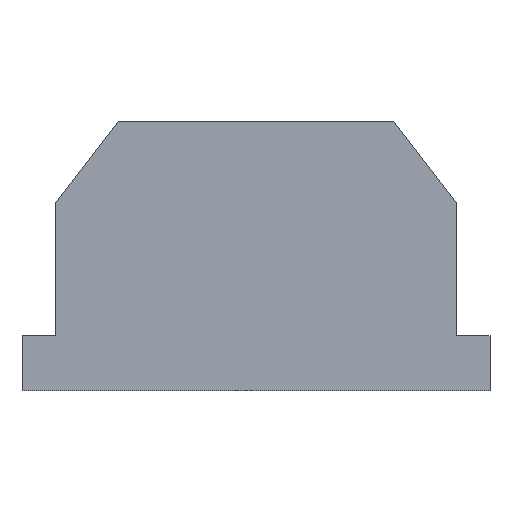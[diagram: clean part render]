
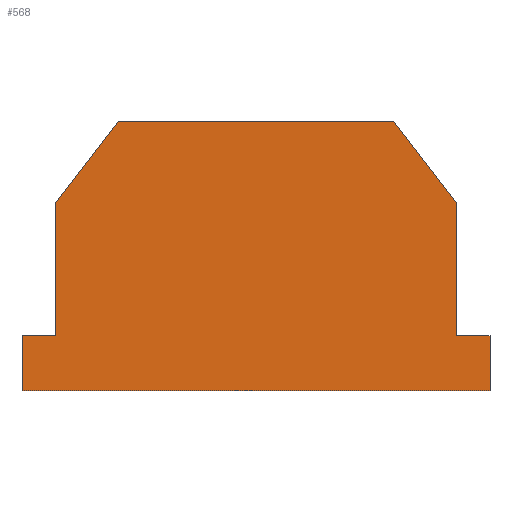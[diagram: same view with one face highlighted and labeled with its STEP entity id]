
A CAD part, front view. The second image highlights one B-rep face of the part: STEP entity #568.
In plain terms, the highlighted planar face has unit normal (0, -1, 0).
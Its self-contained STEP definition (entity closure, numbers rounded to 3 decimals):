
#42=FACE_OUTER_BOUND('',#70,.T.);
#70=EDGE_LOOP('',(#503,#504,#505,#506,#507,#508,#509,#510,#511,#512));
#106=LINE('',#823,#184);
#119=LINE('',#848,#197);
#122=LINE('',#853,#200);
#138=LINE('',#884,#216);
#140=LINE('',#888,#218);
#142=LINE('',#892,#220);
#143=LINE('',#895,#221);
#145=LINE('',#898,#223);
#147=LINE('',#902,#225);
#148=LINE('',#904,#226);
#184=VECTOR('',#666,10.);
#197=VECTOR('',#685,10.);
#200=VECTOR('',#690,10.);
#216=VECTOR('',#722,10.);
#218=VECTOR('',#726,10.);
#220=VECTOR('',#730,10.);
#221=VECTOR('',#733,10.);
#223=VECTOR('',#737,10.);
#225=VECTOR('',#741,10.);
#226=VECTOR('',#744,10.);
#256=VERTEX_POINT('',#820);
#257=VERTEX_POINT('',#822);
#265=VERTEX_POINT('',#845);
#266=VERTEX_POINT('',#847);
#267=VERTEX_POINT('',#851);
#274=VERTEX_POINT('',#882);
#275=VERTEX_POINT('',#886);
#276=VERTEX_POINT('',#890);
#277=VERTEX_POINT('',#894);
#278=VERTEX_POINT('',#900);
#314=EDGE_CURVE('',#256,#257,#106,.T.);
#327=EDGE_CURVE('',#266,#265,#119,.T.);
#330=EDGE_CURVE('',#265,#267,#122,.T.);
#346=EDGE_CURVE('',#267,#274,#138,.T.);
#348=EDGE_CURVE('',#274,#275,#140,.T.);
#350=EDGE_CURVE('',#275,#276,#142,.T.);
#351=EDGE_CURVE('',#277,#276,#143,.T.);
#353=EDGE_CURVE('',#257,#277,#145,.T.);
#355=EDGE_CURVE('',#278,#256,#147,.T.);
#356=EDGE_CURVE('',#266,#278,#148,.T.);
#503=ORIENTED_EDGE('',*,*,#356,.F.);
#504=ORIENTED_EDGE('',*,*,#327,.T.);
#505=ORIENTED_EDGE('',*,*,#330,.T.);
#506=ORIENTED_EDGE('',*,*,#346,.T.);
#507=ORIENTED_EDGE('',*,*,#348,.T.);
#508=ORIENTED_EDGE('',*,*,#350,.T.);
#509=ORIENTED_EDGE('',*,*,#351,.F.);
#510=ORIENTED_EDGE('',*,*,#353,.F.);
#511=ORIENTED_EDGE('',*,*,#314,.F.);
#512=ORIENTED_EDGE('',*,*,#355,.F.);
#540=PLANE('',#610);
#568=ADVANCED_FACE('',(#42),#540,.F.);
#610=AXIS2_PLACEMENT_3D('',#905,#745,#746);
#666=DIRECTION('',(0.,0.,1.));
#685=DIRECTION('',(1.,0.,0.));
#690=DIRECTION('',(0.,0.,1.));
#722=DIRECTION('',(-1.,0.,0.));
#726=DIRECTION('',(0.,0.,1.));
#730=DIRECTION('',(-0.608,0.,0.794));
#733=DIRECTION('',(1.,0.,0.));
#737=DIRECTION('',(0.608,0.,0.794));
#741=DIRECTION('',(1.,0.,0.));
#744=DIRECTION('',(0.,0.,1.));
#745=DIRECTION('center_axis',(0.,1.,0.));
#746=DIRECTION('ref_axis',(1.,0.,0.));
#820=CARTESIAN_POINT('',(-73.,0.,20.));
#822=CARTESIAN_POINT('',(-73.,0.,68.));
#823=CARTESIAN_POINT('',(-73.,0.,20.));
#845=CARTESIAN_POINT('',(85.,0.,0.));
#847=CARTESIAN_POINT('',(-85.,0.,0.));
#848=CARTESIAN_POINT('',(0.,0.,0.));
#851=CARTESIAN_POINT('',(85.,0.,20.));
#853=CARTESIAN_POINT('',(85.,0.,0.));
#882=CARTESIAN_POINT('',(73.,0.,20.));
#884=CARTESIAN_POINT('',(85.,0.,20.));
#886=CARTESIAN_POINT('',(73.,0.,68.));
#888=CARTESIAN_POINT('',(73.,0.,20.));
#890=CARTESIAN_POINT('',(50.,0.,98.));
#892=CARTESIAN_POINT('',(73.,0.,68.));
#894=CARTESIAN_POINT('',(-50.,0.,98.));
#895=CARTESIAN_POINT('',(-50.,0.,98.));
#898=CARTESIAN_POINT('',(-73.,0.,68.));
#900=CARTESIAN_POINT('',(-85.,0.,20.));
#902=CARTESIAN_POINT('',(-85.,0.,20.));
#904=CARTESIAN_POINT('',(-85.,0.,0.));
#905=CARTESIAN_POINT('Origin',(0.,0.,49.));
